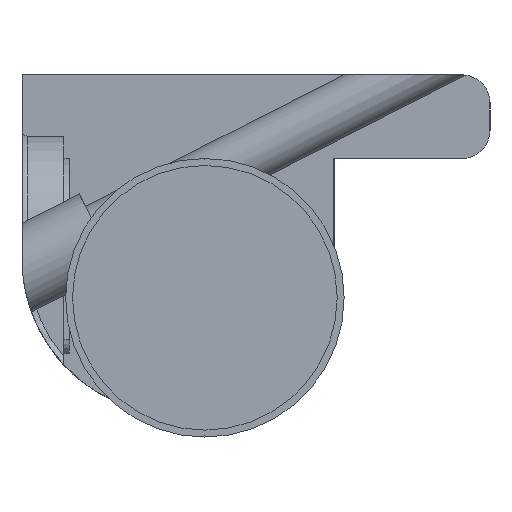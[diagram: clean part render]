
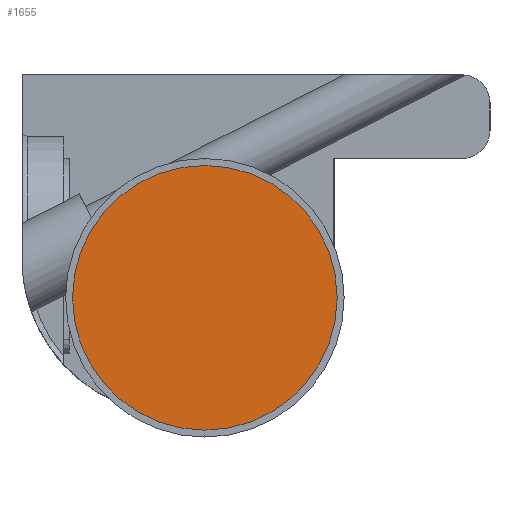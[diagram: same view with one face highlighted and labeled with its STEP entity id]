
A CAD part, left-side view. The second image highlights one B-rep face of the part: STEP entity #1655.
In plain terms, the highlighted planar face has unit normal (-1, 0, 0).
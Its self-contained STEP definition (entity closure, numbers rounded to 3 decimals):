
#15 = EDGE_CURVE ( 'NONE', #2318, #955, #869, .T. ) ;
#343 = CARTESIAN_POINT ( 'NONE',  ( -353.8, 10.236, -8. ) ) ;
#353 = DIRECTION ( 'NONE',  ( 1., 0., 0. ) ) ;
#362 = DIRECTION ( 'NONE',  ( 0., 0., -1. ) ) ;
#481 = AXIS2_PLACEMENT_3D ( 'NONE', #343, #353, #362 ) ;
#604 = CARTESIAN_POINT ( 'NONE',  ( -353.8, 10.236, -8. ) ) ;
#733 = PLANE ( 'NONE',  #1276 ) ;
#786 = CARTESIAN_POINT ( 'NONE',  ( -353.8, 10.236, -12.75 ) ) ;
#787 = CIRCLE ( 'NONE', #1146, 4.75 ) ;
#791 = DIRECTION ( 'NONE',  ( 0., 0., -1. ) ) ;
#836 = EDGE_LOOP ( 'NONE', ( #2028, #2534 ) ) ;
#869 = CIRCLE ( 'NONE', #481, 4.75 ) ;
#911 = DIRECTION ( 'NONE',  ( -1., 0., 0. ) ) ;
#927 = DIRECTION ( 'NONE',  ( 0., 0., 1. ) ) ;
#955 = VERTEX_POINT ( 'NONE', #1329 ) ;
#1146 = AXIS2_PLACEMENT_3D ( 'NONE', #604, #1993, #791 ) ;
#1276 = AXIS2_PLACEMENT_3D ( 'NONE', #786, #911, #927 ) ;
#1329 = CARTESIAN_POINT ( 'NONE',  ( -353.8, 10.236, -3.25 ) ) ;
#1355 = CARTESIAN_POINT ( 'NONE',  ( -353.8, 10.236, -12.75 ) ) ;
#1655 = ADVANCED_FACE ( 'NONE', ( #2127 ), #733, .T. ) ;
#1993 = DIRECTION ( 'NONE',  ( 1., 0., 0. ) ) ;
#2028 = ORIENTED_EDGE ( 'NONE', *, *, #15, .F. ) ;
#2127 = FACE_OUTER_BOUND ( 'NONE', #836, .T. ) ;
#2318 = VERTEX_POINT ( 'NONE', #1355 ) ;
#2399 = EDGE_CURVE ( 'NONE', #955, #2318, #787, .T. ) ;
#2534 = ORIENTED_EDGE ( 'NONE', *, *, #2399, .F. ) ;
